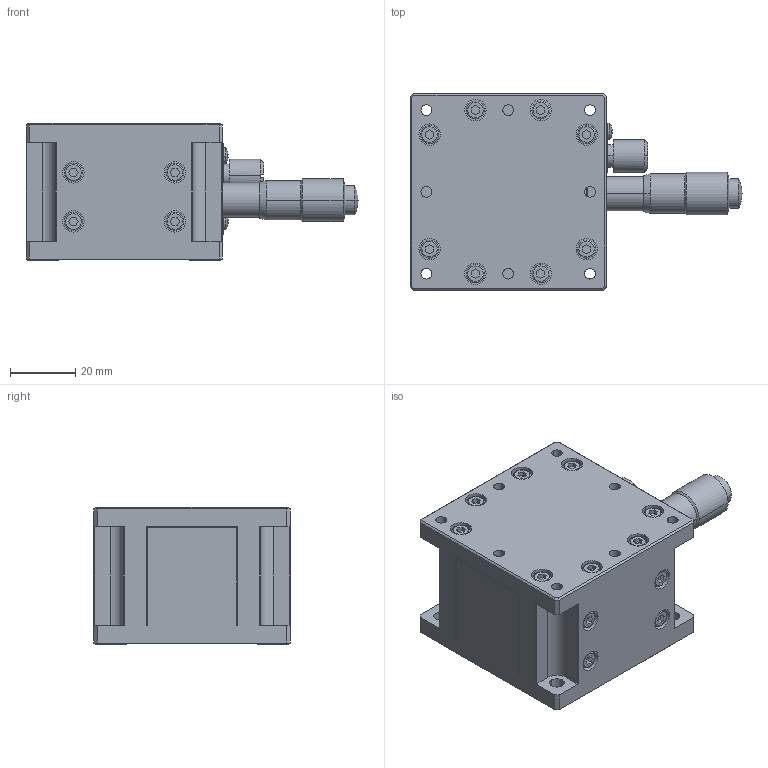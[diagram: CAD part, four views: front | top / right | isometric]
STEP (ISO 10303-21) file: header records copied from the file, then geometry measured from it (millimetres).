
FILE_DESCRIPTION (( 'STEP AP214' ), '1' );
FILE_NAME ('OMHB60B.STEP', '2021-02-20T07:14:09', ( 'User' ), ( 'Microsoft' ), 'SwSTEP 2.0', 'SolidWorks 2018', '' );
FILE_SCHEMA (( 'AUTOMOTIVE_DESIGN' ));
Length unit declared in the file: millimetre
Products named in the file (1): OMHB60B
Bounding box: 101.46 x 60 x 42 mm (x, y, z)
Volume: 120542.9 mm3; surface area: 47894.1 mm2
Topology: 17 solids, 19 shells, 1585 faces, 4091 edges, 2625 vertices
Faces by surface type: plane 933, cylinder 248, bspline 186, cone 170, torus 26, sphere 22
Entity records: 67868 total; most frequent: CARTESIAN_POINT 17288, ORIENTED_EDGE 8090, DIRECTION 6609, EDGE_CURVE 4045, VERTEX_POINT 2621, AXIS2_PLACEMENT_3D 2237, LINE 2135, VECTOR 2135
